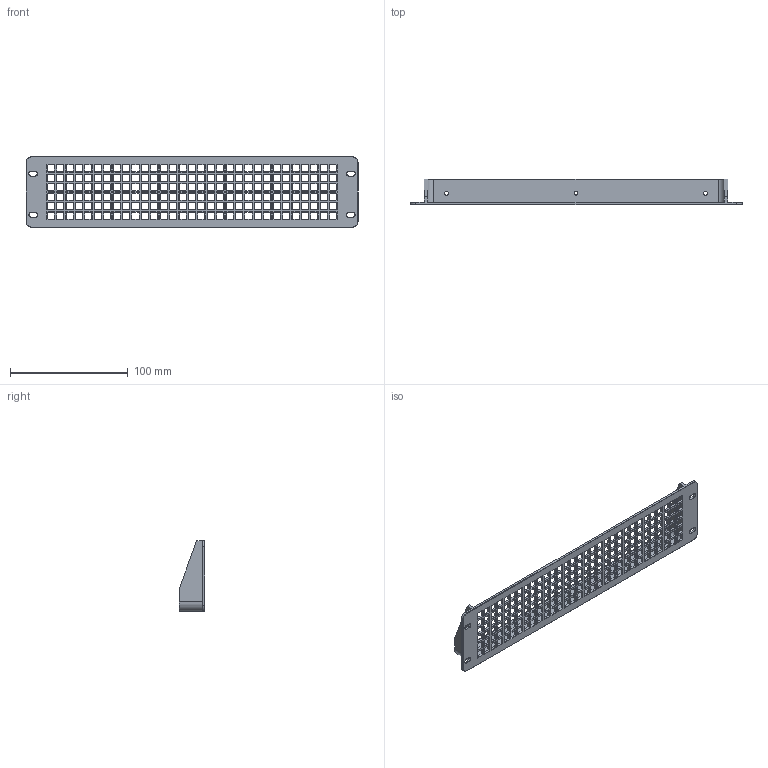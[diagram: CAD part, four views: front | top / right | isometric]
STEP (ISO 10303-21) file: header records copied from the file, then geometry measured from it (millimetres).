
FILE_DESCRIPTION (( 'STEP AP203' ), '1' );
FILE_NAME ('40嫗霜瑞圮滅誘厙.STEP', '2025-01-04T10:45:04', ( 'Leo' ), ( '' ), 'SwSTEP 2.0', 'SolidWorks 2022', '' );
FILE_SCHEMA (( 'CONFIG_CONTROL_DESIGN' ));
Length unit declared in the file: millimetre
Products named in the file (1): 40贯流风扇防护网
Bounding box: 282 x 22 x 60 mm (x, y, z)
Volume: 45170.3 mm3; surface area: 43537 mm2
Topology: 1 solids, 1 shells, 1558 faces, 3900 edges, 2344 vertices
Faces by surface type: plane 1524, cylinder 22, cone 12
Entity records: 45365 total; most frequent: CARTESIAN_POINT 7803, ORIENTED_EDGE 7800, DIRECTION 7074, EDGE_CURVE 3900, LINE 3844, VECTOR 3844, VERTEX_POINT 2344, EDGE_LOOP 1944
